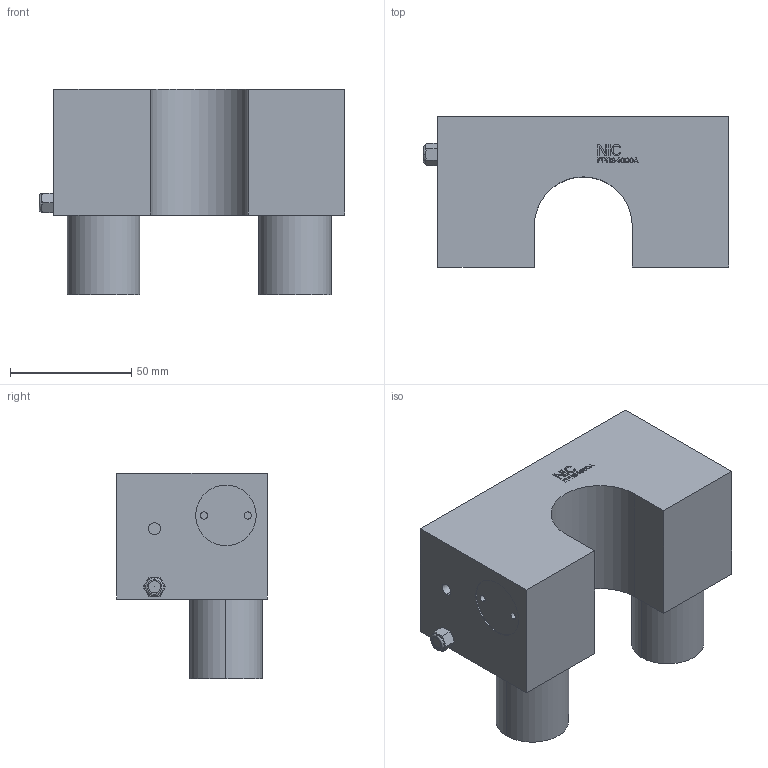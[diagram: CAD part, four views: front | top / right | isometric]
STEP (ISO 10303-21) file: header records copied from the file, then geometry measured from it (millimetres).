
FILE_DESCRIPTION((''),'2;1');
FILE_NAME('FPRS4000A','2025-05-19T10:25:06',('lx'),(''),'CREO PARAMETRIC BY PTC INC, 2018100','CREO PARAMETRIC BY PTC INC, 2018100','');
FILE_SCHEMA(('CONFIG_CONTROL_DESIGN'));
Length unit declared in the file: millimetre
Products named in the file (1): FPRS4000A
Bounding box: 126 x 62 x 85 mm (x, y, z)
Volume: 346484.3 mm3; surface area: 46910.6 mm2
Topology: 1 solids, 4 shells, 446 faces, 1191 edges, 789 vertices
Faces by surface type: plane 383, cylinder 43, cone 16, torus 2, sphere 2
Entity records: 13779 total; most frequent: CARTESIAN_POINT 2538, ORIENTED_EDGE 2378, DIRECTION 2173, EDGE_CURVE 1189, VECTOR 1049, LINE 1049, VERTEX_POINT 789, AXIS2_PLACEMENT_3D 562
